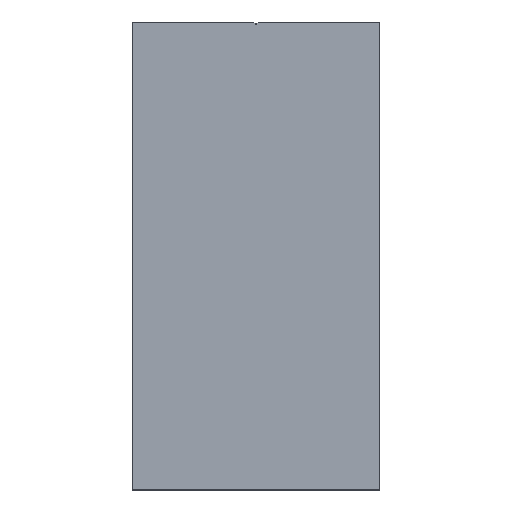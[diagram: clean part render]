
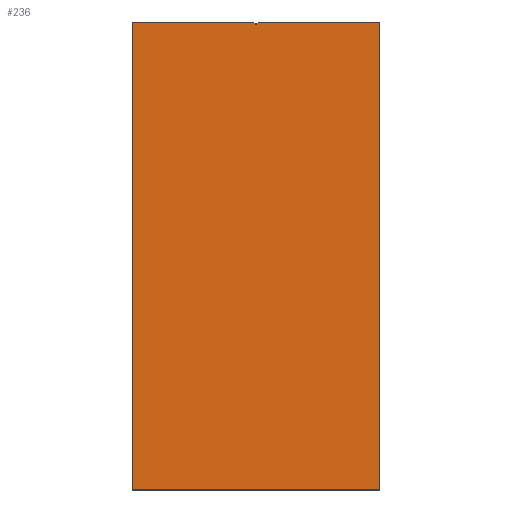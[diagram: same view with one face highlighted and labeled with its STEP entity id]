
A CAD part, top view. The second image highlights one B-rep face of the part: STEP entity #236.
In plain terms, the highlighted planar face has unit normal (0, 0, 1).
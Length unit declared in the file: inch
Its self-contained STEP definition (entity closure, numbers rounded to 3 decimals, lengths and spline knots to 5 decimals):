
#22 = VERTEX_POINT ( 'NONE', #506 ) ;
#30 = EDGE_CURVE ( 'NONE', #31, #46, #512, .T. ) ;
#31 = VERTEX_POINT ( 'NONE', #513 ) ;
#35 = ORIENTED_EDGE ( 'NONE', *, *, #242, .F. ) ;
#41 = EDGE_CURVE ( 'NONE', #46, #70, #458, .T. ) ;
#46 = VERTEX_POINT ( 'NONE', #438 ) ;
#61 = VERTEX_POINT ( 'NONE', #486 ) ;
#68 = EDGE_CURVE ( 'NONE', #61, #22, #478, .T. ) ;
#70 = VERTEX_POINT ( 'NONE', #481 ) ;
#106 = VERTEX_POINT ( 'NONE', #496 ) ;
#108 = EDGE_LOOP ( 'NONE', ( #238, #241, #35, #235, #218, #240, #116, #220 ) ) ;
#113 = VERTEX_POINT ( 'NONE', #403 ) ;
#116 = ORIENTED_EDGE ( 'NONE', *, *, #41, .T. ) ;
#140 = VERTEX_POINT ( 'NONE', #332 ) ;
#148 = EDGE_CURVE ( 'NONE', #22, #31, #314, .T. ) ;
#195 = EDGE_CURVE ( 'NONE', #70, #140, #577, .T. ) ;
#218 = ORIENTED_EDGE ( 'NONE', *, *, #148, .T. ) ;
#220 = ORIENTED_EDGE ( 'NONE', *, *, #195, .T. ) ;
#233 = EDGE_CURVE ( 'NONE', #106, #140, #633, .T. ) ;
#235 = ORIENTED_EDGE ( 'NONE', *, *, #68, .T. ) ;
#236 = ADVANCED_FACE ( 'NONE', ( #620 ), #642, .T. ) ;
#238 = ORIENTED_EDGE ( 'NONE', *, *, #233, .F. ) ;
#239 = EDGE_CURVE ( 'NONE', #113, #106, #639, .T. ) ;
#240 = ORIENTED_EDGE ( 'NONE', *, *, #30, .T. ) ;
#241 = ORIENTED_EDGE ( 'NONE', *, *, #239, .F. ) ;
#242 = EDGE_CURVE ( 'NONE', #61, #113, #669, .T. ) ;
#311 = DIRECTION ( 'NONE',  ( 0., -1., 0. ) ) ;
#312 = VECTOR ( 'NONE', #311, 39.37008 ) ;
#313 = CARTESIAN_POINT ( 'NONE',  ( -0.265, 0.5, 0. ) ) ;
#314 = LINE ( 'NONE', #313, #312 ) ;
#332 = CARTESIAN_POINT ( 'NONE',  ( 0.00557, 0.5, 0. ) ) ;
#403 = CARTESIAN_POINT ( 'NONE',  ( -0.00212, 0.49655, 0. ) ) ;
#438 = CARTESIAN_POINT ( 'NONE',  ( 0.265, -0.5, 0. ) ) ;
#447 = DIRECTION ( 'NONE',  ( 0., 1., 0. ) ) ;
#448 = VECTOR ( 'NONE', #447, 39.37008 ) ;
#457 = CARTESIAN_POINT ( 'NONE',  ( 0.265, 0.5, 0. ) ) ;
#458 = LINE ( 'NONE', #457, #448 ) ;
#470 = DIRECTION ( 'NONE',  ( -1., 0., 0. ) ) ;
#476 = VECTOR ( 'NONE', #470, 39.37008 ) ;
#477 = CARTESIAN_POINT ( 'NONE',  ( -0.265, 0.5, 0. ) ) ;
#478 = LINE ( 'NONE', #477, #476 ) ;
#481 = CARTESIAN_POINT ( 'NONE',  ( 0.265, 0.5, 0. ) ) ;
#486 = CARTESIAN_POINT ( 'NONE',  ( -0.00557, 0.5, 0. ) ) ;
#496 = CARTESIAN_POINT ( 'NONE',  ( 0.00212, 0.49655, 0. ) ) ;
#506 = CARTESIAN_POINT ( 'NONE',  ( -0.265, 0.5, 0. ) ) ;
#509 = DIRECTION ( 'NONE',  ( 1., 0., 0. ) ) ;
#510 = VECTOR ( 'NONE', #509, 39.37008 ) ;
#511 = CARTESIAN_POINT ( 'NONE',  ( -0.265, -0.5, 0. ) ) ;
#512 = LINE ( 'NONE', #511, #510 ) ;
#513 = CARTESIAN_POINT ( 'NONE',  ( -0.265, -0.5, 0. ) ) ;
#559 = DIRECTION ( 'NONE',  ( -1., 0., 0. ) ) ;
#573 = VECTOR ( 'NONE', #559, 39.37008 ) ;
#576 = CARTESIAN_POINT ( 'NONE',  ( -0.265, 0.5, 0. ) ) ;
#577 = LINE ( 'NONE', #576, #573 ) ;
#620 = FACE_OUTER_BOUND ( 'NONE', #108, .T. ) ;
#622 = AXIS2_PLACEMENT_3D ( 'NONE', #673, #661, #667 ) ;
#632 = CARTESIAN_POINT ( 'NONE',  ( 0.00557, 0.5, 0. ) ) ;
#633 = LINE ( 'NONE', #632, #674 ) ;
#638 = AXIS2_PLACEMENT_3D ( 'NONE', #666, #671, #670 ) ;
#639 = CIRCLE ( 'NONE', #638, 0.003 ) ;
#641 = DIRECTION ( 'NONE',  ( 0.707, 0.707, 0. ) ) ;
#642 = PLANE ( 'NONE',  #622 ) ;
#661 = DIRECTION ( 'NONE',  ( 0., 0., 1. ) ) ;
#665 = VECTOR ( 'NONE', #680, 39.37008 ) ;
#666 = CARTESIAN_POINT ( 'NONE',  ( 0., 0.49867, 0. ) ) ;
#667 = DIRECTION ( 'NONE',  ( 1., 0., 0. ) ) ;
#668 = CARTESIAN_POINT ( 'NONE',  ( -0.00557, 0.5, 0. ) ) ;
#669 = LINE ( 'NONE', #668, #665 ) ;
#670 = DIRECTION ( 'NONE',  ( -1., 0., 0. ) ) ;
#671 = DIRECTION ( 'NONE',  ( 0., 0., 1. ) ) ;
#673 = CARTESIAN_POINT ( 'NONE',  ( 0.265, -0.5, 0. ) ) ;
#674 = VECTOR ( 'NONE', #641, 39.37008 ) ;
#680 = DIRECTION ( 'NONE',  ( 0.707, -0.707, 0. ) ) ;
